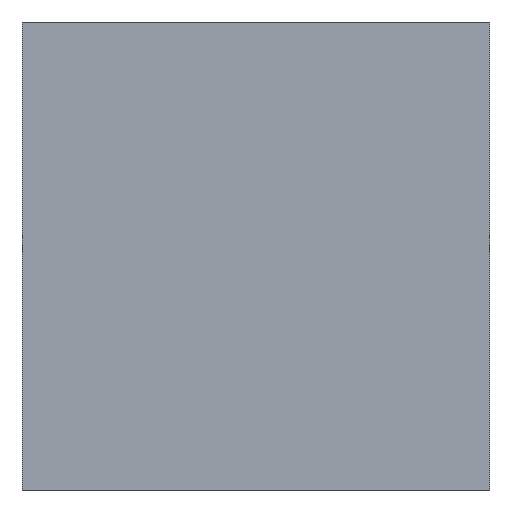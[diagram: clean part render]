
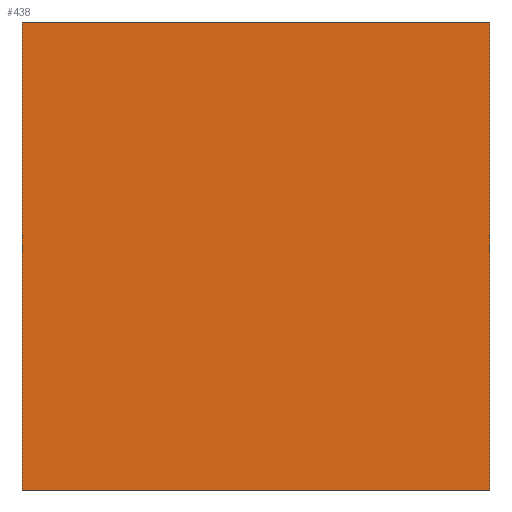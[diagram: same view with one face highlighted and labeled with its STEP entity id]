
A CAD part, front view. The second image highlights one B-rep face of the part: STEP entity #438.
In plain terms, the highlighted planar face has unit normal (0, -1, 0).
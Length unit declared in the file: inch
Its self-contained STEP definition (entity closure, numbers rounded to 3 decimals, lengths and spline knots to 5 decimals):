
#3 = ORIENTED_EDGE ( 'NONE', *, *, #325, .F. ) ;
#25 = PLANE ( 'NONE',  #235 ) ;
#34 = EDGE_CURVE ( 'NONE', #371, #304, #145, .T. ) ;
#45 = CARTESIAN_POINT ( 'NONE',  ( 1.79134, 0., 1.79134 ) ) ;
#86 = EDGE_LOOP ( 'NONE', ( #413, #331, #266, #3 ) ) ;
#92 = VECTOR ( 'NONE', #121, 39.37008 ) ;
#93 = CARTESIAN_POINT ( 'NONE',  ( -1.79134, 0., -1.79134 ) ) ;
#95 = DIRECTION ( 'NONE',  ( 0., 0., 1. ) ) ;
#100 = LINE ( 'NONE', #133, #444 ) ;
#103 = FACE_OUTER_BOUND ( 'NONE', #86, .T. ) ;
#121 = DIRECTION ( 'NONE',  ( 1., 0., 0. ) ) ;
#133 = CARTESIAN_POINT ( 'NONE',  ( -1.79134, 0., 1.79134 ) ) ;
#145 = LINE ( 'NONE', #441, #317 ) ;
#152 = VERTEX_POINT ( 'NONE', #210 ) ;
#153 = EDGE_CURVE ( 'NONE', #304, #297, #100, .T. ) ;
#162 = CARTESIAN_POINT ( 'NONE',  ( -1.79134, 0., 1.79134 ) ) ;
#210 = CARTESIAN_POINT ( 'NONE',  ( 1.79134, 0., 1.79134 ) ) ;
#235 = AXIS2_PLACEMENT_3D ( 'NONE', #469, #360, #281 ) ;
#251 = CARTESIAN_POINT ( 'NONE',  ( 1.79134, 0., 1.79134 ) ) ;
#266 = ORIENTED_EDGE ( 'NONE', *, *, #401, .F. ) ;
#270 = LINE ( 'NONE', #45, #92 ) ;
#281 = DIRECTION ( 'NONE',  ( 0., 0., 1. ) ) ;
#289 = LINE ( 'NONE', #251, #359 ) ;
#297 = VERTEX_POINT ( 'NONE', #162 ) ;
#304 = VERTEX_POINT ( 'NONE', #93 ) ;
#317 = VECTOR ( 'NONE', #473, 39.37008 ) ;
#320 = CARTESIAN_POINT ( 'NONE',  ( 1.79134, 0., -1.79134 ) ) ;
#325 = EDGE_CURVE ( 'NONE', #297, #152, #270, .T. ) ;
#331 = ORIENTED_EDGE ( 'NONE', *, *, #34, .F. ) ;
#359 = VECTOR ( 'NONE', #396, 39.37008 ) ;
#360 = DIRECTION ( 'NONE',  ( 0., 1., 0. ) ) ;
#371 = VERTEX_POINT ( 'NONE', #320 ) ;
#396 = DIRECTION ( 'NONE',  ( 0., 0., -1. ) ) ;
#401 = EDGE_CURVE ( 'NONE', #152, #371, #289, .T. ) ;
#413 = ORIENTED_EDGE ( 'NONE', *, *, #153, .F. ) ;
#438 = ADVANCED_FACE ( 'NONE', ( #103 ), #25, .F. ) ;
#441 = CARTESIAN_POINT ( 'NONE',  ( 1.79134, 0., -1.79134 ) ) ;
#444 = VECTOR ( 'NONE', #95, 39.37008 ) ;
#469 = CARTESIAN_POINT ( 'NONE',  ( 0., 0., 0. ) ) ;
#473 = DIRECTION ( 'NONE',  ( -1., 0., 0. ) ) ;
